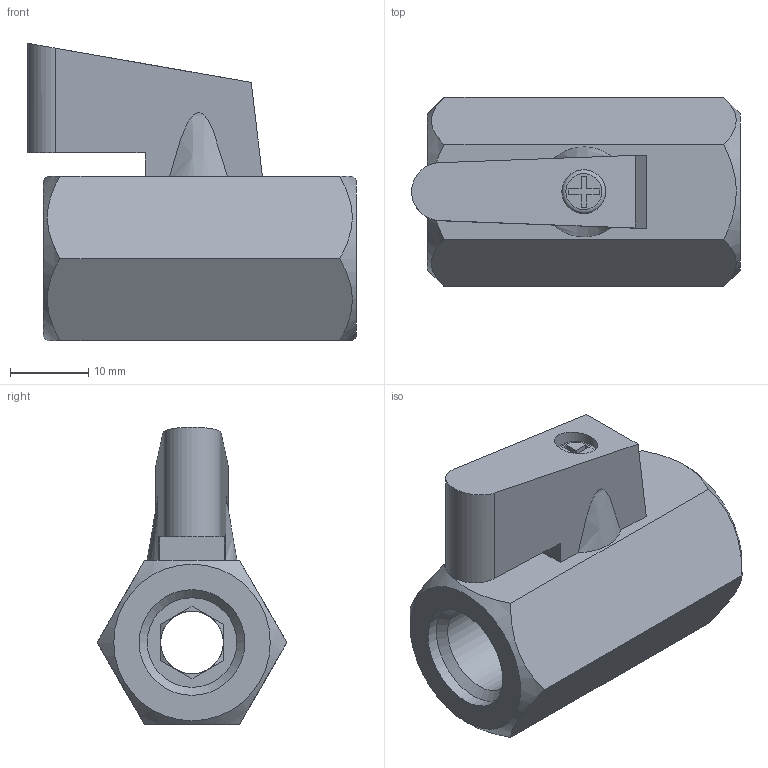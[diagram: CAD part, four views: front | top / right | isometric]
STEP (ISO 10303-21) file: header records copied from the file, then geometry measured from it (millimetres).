
FILE_DESCRIPTION(( 'MV.24.00.14X.STP' ), '1');
FILE_NAME( 'MV.24.00.14X.STP', '2018-10-23T11:15:49',( 'Sopra'),('sopra-pneumatic.com'), 'SwSTEP 2.0','SolidWorks 2009','' );
FILE_SCHEMA (('AUTOMOTIVE_DESIGN { 1 0 10303 214 1 1 1 1 }'));
Length unit declared in the file: millimetre
Products named in the file (9): Root; Welle; Kugel; Versiegelung; Griff; O-Ring; Schraube; Hülse; Gehäuse
Assembly tree (8 placements, depth 2):
  Root
    Welle
    Kugel
    Versiegelung
    Griff
    O-Ring
    Schraube
    Hülse
    Gehäuse
Bounding box: 42 x 24.25 x 38 mm (x, y, z)
Volume: 14514.1 mm3; surface area: 9819.8 mm2
Topology: 8 solids, 8 shells, 103 faces, 245 edges, 161 vertices
Faces by surface type: plane 58, cylinder 28, cone 11, torus 6
Full cylindrical faces by diameter (mm): 2.5 x2, 2.8 x1, 3.4 x1, 5 x3, 5.6 x2, 6.983 x1, 7.8 x2, 8 x4, 11.445 x2, 13.157 x1, 13.5 x2, 14 x2
Entity records: 8656 total; most frequent: CARTESIAN_POINT 4418, DIRECTION 478, PRESENTATION_STYLE_ASSIGNMENT 386, COLOUR_RGB 383, DRAUGHTING_PRE_DEFINED_CURVE_FONT 378, CURVE_STYLE 378, OVER_RIDING_STYLED_ITEM 378, ORIENTED_EDGE 378
